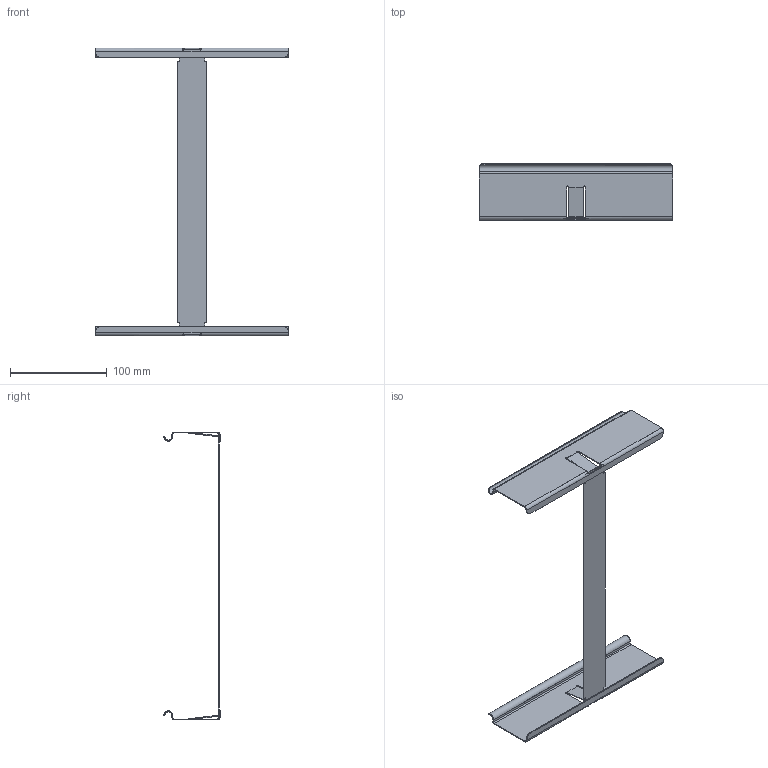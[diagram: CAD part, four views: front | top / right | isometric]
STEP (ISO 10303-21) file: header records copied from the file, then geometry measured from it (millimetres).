
FILE_DESCRIPTION((''),'2;1');
FILE_NAME('6068189_ASM','2013-02-09T',('AndreasKeweloh'),(''),'PRO/ENGINEER BY PARAMETRIC TECHNOLOGY CORPORATION, 2012360','PRO/ENGINEER BY PARAMETRIC TECHNOLOGY CORPORATION, 2012360','');
FILE_SCHEMA(('CONFIG_CONTROL_DESIGN'));
Length unit declared in the file: millimetre
Products named in the file (3): 6068189_BODEN; 6068146_HOLM; 6068189_ASM
Assembly tree (3 placements, depth 2):
  6068189_ASM
    6068189_BODEN
    6068146_HOLM  x2
Bounding box: 200 x 58.2 x 298 mm (x, y, z)
Volume: 9025 mm3; surface area: 78251.1 mm2
Topology: 1 solids, 3 shells, 94 faces, 260 edges, 168 vertices
Faces by surface type: plane 54, cylinder 34, bspline 6
Entity records: 2054 total; most frequent: CARTESIAN_POINT 589, ORIENTED_EDGE 296, DIRECTION 282, EDGE_CURVE 148, VECTOR 108, LINE 108, VERTEX_POINT 96, AXIS2_PLACEMENT_3D 87
